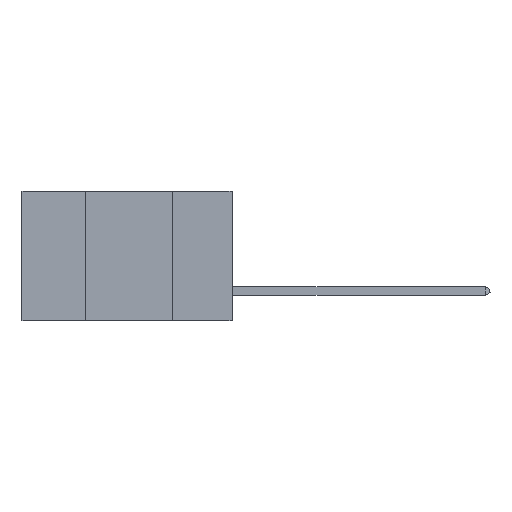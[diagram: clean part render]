
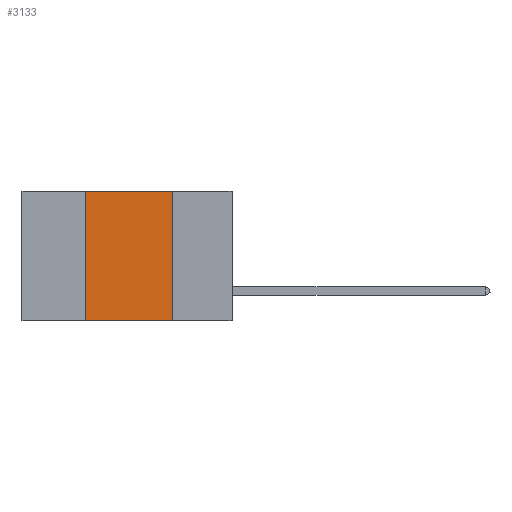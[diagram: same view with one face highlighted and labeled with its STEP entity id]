
A CAD part, left-side view. The second image highlights one B-rep face of the part: STEP entity #3133.
In plain terms, the highlighted planar face has unit normal (-1, 0, 0).
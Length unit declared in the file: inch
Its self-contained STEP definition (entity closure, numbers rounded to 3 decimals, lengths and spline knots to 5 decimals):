
#23 = CARTESIAN_POINT ( 'NONE',  ( 0., 0.42, 0. ) ) ;
#957 = VECTOR ( 'NONE', #7746, 39.37008 ) ;
#2565 = EDGE_CURVE ( 'NONE', #4547, #21990, #8913, .T. ) ;
#2761 = CARTESIAN_POINT ( 'NONE',  ( 0., 0.42, -0.37 ) ) ;
#3133 = ADVANCED_FACE ( 'NONE', ( #16785 ), #9931, .F. ) ;
#4061 = EDGE_CURVE ( 'NONE', #14222, #4547, #25915, .T. ) ;
#4143 = LINE ( 'NONE', #16975, #957 ) ;
#4547 = VERTEX_POINT ( 'NONE', #23 ) ;
#7147 = ORIENTED_EDGE ( 'NONE', *, *, #8665, .T. ) ;
#7570 = ORIENTED_EDGE ( 'NONE', *, *, #11393, .F. ) ;
#7746 = DIRECTION ( 'NONE',  ( 0., 0., -1. ) ) ;
#7794 = DIRECTION ( 'NONE',  ( 0., 0., -1. ) ) ;
#8665 = EDGE_CURVE ( 'NONE', #14222, #11537, #14227, .T. ) ;
#8870 = VECTOR ( 'NONE', #16229, 39.37008 ) ;
#8913 = LINE ( 'NONE', #17747, #23795 ) ;
#9931 = PLANE ( 'NONE',  #17833 ) ;
#10895 = DIRECTION ( 'NONE',  ( 0., 0., 1. ) ) ;
#11030 = CARTESIAN_POINT ( 'NONE',  ( 0., 0.17, 0. ) ) ;
#11393 = EDGE_CURVE ( 'NONE', #21990, #11537, #4143, .T. ) ;
#11537 = VERTEX_POINT ( 'NONE', #15416 ) ;
#11864 = CARTESIAN_POINT ( 'NONE',  ( 0., 0.6, 0. ) ) ;
#12908 = VECTOR ( 'NONE', #10895, 39.37008 ) ;
#13991 = CARTESIAN_POINT ( 'NONE',  ( 0., 0.6, -0.37 ) ) ;
#14222 = VERTEX_POINT ( 'NONE', #2761 ) ;
#14227 = LINE ( 'NONE', #13991, #8870 ) ;
#15416 = CARTESIAN_POINT ( 'NONE',  ( 0., 0.17, -0.37 ) ) ;
#15645 = DIRECTION ( 'NONE',  ( 0., -1., 0. ) ) ;
#16229 = DIRECTION ( 'NONE',  ( 0., -1., 0. ) ) ;
#16785 = FACE_OUTER_BOUND ( 'NONE', #24559, .T. ) ;
#16975 = CARTESIAN_POINT ( 'NONE',  ( 0., 0.17, 0. ) ) ;
#17747 = CARTESIAN_POINT ( 'NONE',  ( 0., 0.6, 0. ) ) ;
#17833 = AXIS2_PLACEMENT_3D ( 'NONE', #11864, #26135, #7794 ) ;
#18812 = ORIENTED_EDGE ( 'NONE', *, *, #4061, .F. ) ;
#21327 = ORIENTED_EDGE ( 'NONE', *, *, #2565, .F. ) ;
#21990 = VERTEX_POINT ( 'NONE', #11030 ) ;
#23022 = CARTESIAN_POINT ( 'NONE',  ( 0., 0.42, 0. ) ) ;
#23795 = VECTOR ( 'NONE', #15645, 39.37008 ) ;
#24559 = EDGE_LOOP ( 'NONE', ( #7570, #21327, #18812, #7147 ) ) ;
#25915 = LINE ( 'NONE', #23022, #12908 ) ;
#26135 = DIRECTION ( 'NONE',  ( 1., 0., 0. ) ) ;
